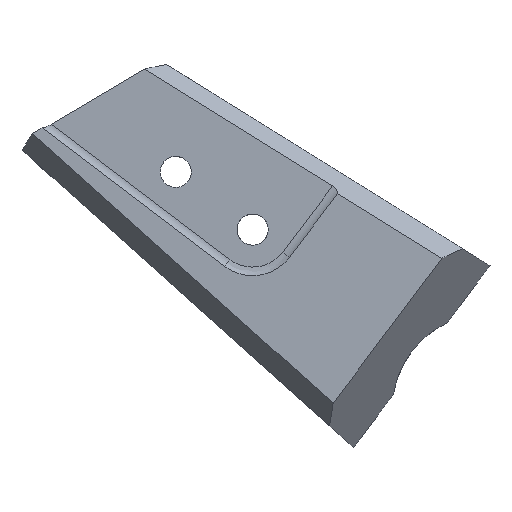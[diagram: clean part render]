
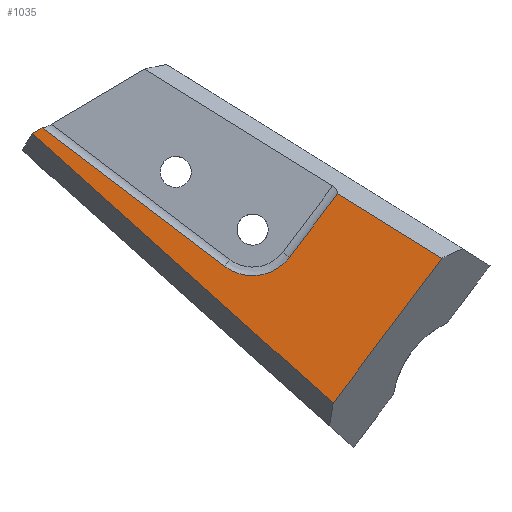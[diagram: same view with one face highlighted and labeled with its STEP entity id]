
A CAD part, top view. The second image highlights one B-rep face of the part: STEP entity #1035.
In plain terms, the highlighted planar face has unit normal (0, 0, 1).
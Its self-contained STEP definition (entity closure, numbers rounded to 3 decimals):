
#4 = ORIENTED_EDGE ( 'NONE', *, *, #576, .F. ) ;
#5 = ORIENTED_EDGE ( 'NONE', *, *, #1218, .F. ) ;
#6 = VERTEX_POINT ( 'NONE', #11 ) ;
#11 = CARTESIAN_POINT ( 'NONE',  ( -958.683, 515.076, -93.3 ) ) ;
#13 = VERTEX_POINT ( 'NONE', #190 ) ;
#28 = DIRECTION ( 'NONE',  ( -0.745, 0.667, 0. ) ) ;
#30 = CARTESIAN_POINT ( 'NONE',  ( -947.281, 477.142, -93.3 ) ) ;
#112 = DIRECTION ( 'NONE',  ( -0.604, -0.797, 0. ) ) ;
#116 = CARTESIAN_POINT ( 'NONE',  ( -947.281, 477.142, -93.3 ) ) ;
#122 = CARTESIAN_POINT ( 'NONE',  ( -1023.024, 548.801, -93.3 ) ) ;
#137 = CARTESIAN_POINT ( 'NONE',  ( -918.998, 514.857, -93.3 ) ) ;
#146 = CARTESIAN_POINT ( 'NONE',  ( -975.496, 512.764, -93.3 ) ) ;
#164 = CARTESIAN_POINT ( 'NONE',  ( -1025.56, 547.296, -93.3 ) ) ;
#174 = AXIS2_PLACEMENT_3D ( 'NONE', #652, #649, #644 ) ;
#190 = CARTESIAN_POINT ( 'NONE',  ( -946.083, 531.694, -93.3 ) ) ;
#211 = CARTESIAN_POINT ( 'NONE',  ( -946.083, 531.694, -93.3 ) ) ;
#275 = CARTESIAN_POINT ( 'NONE',  ( -1015.05, 553.534, -93.3 ) ) ;
#393 = LINE ( 'NONE', #30, #401 ) ;
#401 = VECTOR ( 'NONE', #28, 1000. ) ;
#494 = EDGE_LOOP ( 'NONE', ( #1240, #1242, #1221, #1086, #4, #5, #914 ) ) ;
#506 = EDGE_CURVE ( 'NONE', #1125, #1115, #904, .T. ) ;
#523 = EDGE_CURVE ( 'NONE', #13, #6, #898, .T. ) ;
#543 = DIRECTION ( 'NONE',  ( 1., 0., 0. ) ) ;
#544 = DIRECTION ( 'NONE',  ( 0., 0., -1. ) ) ;
#548 = CARTESIAN_POINT ( 'NONE',  ( -968.246, 522.326, -93.3 ) ) ;
#563 = FACE_OUTER_BOUND ( 'NONE', #494, .T. ) ;
#576 = EDGE_CURVE ( 'NONE', #1123, #1121, #871, .T. ) ;
#580 = CARTESIAN_POINT ( 'NONE',  ( -1029.76, 553.909, -93.3 ) ) ;
#597 = EDGE_CURVE ( 'NONE', #13, #1115, #859, .T. ) ;
#603 = DIRECTION ( 'NONE',  ( -0.797, 0.604, 0. ) ) ;
#606 = DIRECTION ( 'NONE',  ( 0.86, 0.51, 0. ) ) ;
#610 = DIRECTION ( 'NONE',  ( 0.849, -0.528, 0. ) ) ;
#644 = DIRECTION ( 'NONE',  ( 1., 0., 0. ) ) ;
#649 = DIRECTION ( 'NONE',  ( 0., 0., 1. ) ) ;
#651 = DIRECTION ( 'NONE',  ( 0.6, 0.8, 0. ) ) ;
#652 = CARTESIAN_POINT ( 'NONE',  ( -906.933, 475.52, -93.3 ) ) ;
#672 = PLANE ( 'NONE',  #174 ) ;
#715 = AXIS2_PLACEMENT_3D ( 'NONE', #548, #544, #543 ) ;
#795 = EDGE_CURVE ( 'NONE', #1114, #1121, #842, .T. ) ;
#800 = CARTESIAN_POINT ( 'NONE',  ( -946.083, 531.694, -93.3 ) ) ;
#809 = CIRCLE ( 'NONE', #715, 12. ) ;
#810 = VECTOR ( 'NONE', #603, 1000. ) ;
#818 = EDGE_CURVE ( 'NONE', #6, #1114, #809, .T. ) ;
#828 = CARTESIAN_POINT ( 'NONE',  ( -994.465, 414.224, -93.3 ) ) ;
#842 = LINE ( 'NONE', #580, #810 ) ;
#854 = VECTOR ( 'NONE', #610, 1000. ) ;
#859 = LINE ( 'NONE', #211, #854 ) ;
#863 = VECTOR ( 'NONE', #606, 1000. ) ;
#871 = LINE ( 'NONE', #275, #863 ) ;
#891 = VECTOR ( 'NONE', #112, 1000. ) ;
#898 = LINE ( 'NONE', #800, #891 ) ;
#904 = LINE ( 'NONE', #828, #1226 ) ;
#914 = ORIENTED_EDGE ( 'NONE', *, *, #506, .T. ) ;
#1035 = ADVANCED_FACE ( 'NONE', ( #563 ), #672, .T. ) ;
#1086 = ORIENTED_EDGE ( 'NONE', *, *, #795, .T. ) ;
#1114 = VERTEX_POINT ( 'NONE', #146 ) ;
#1115 = VERTEX_POINT ( 'NONE', #137 ) ;
#1121 = VERTEX_POINT ( 'NONE', #122 ) ;
#1123 = VERTEX_POINT ( 'NONE', #164 ) ;
#1125 = VERTEX_POINT ( 'NONE', #116 ) ;
#1218 = EDGE_CURVE ( 'NONE', #1125, #1123, #393, .T. ) ;
#1221 = ORIENTED_EDGE ( 'NONE', *, *, #818, .T. ) ;
#1226 = VECTOR ( 'NONE', #651, 1000. ) ;
#1240 = ORIENTED_EDGE ( 'NONE', *, *, #597, .F. ) ;
#1242 = ORIENTED_EDGE ( 'NONE', *, *, #523, .T. ) ;
